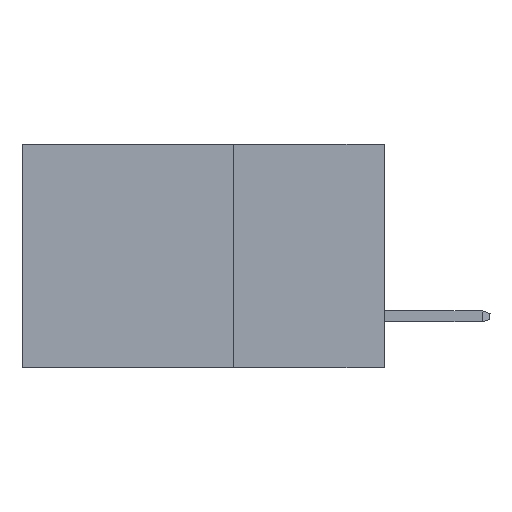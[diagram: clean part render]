
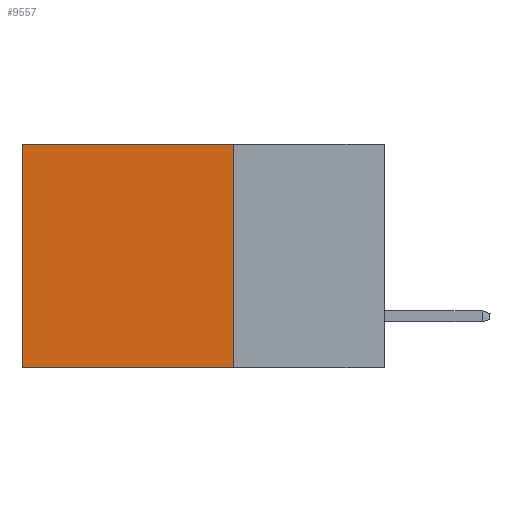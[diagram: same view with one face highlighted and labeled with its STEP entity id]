
A CAD part, left-side view. The second image highlights one B-rep face of the part: STEP entity #9557.
In plain terms, the highlighted planar face has unit normal (-1, 0, 0).
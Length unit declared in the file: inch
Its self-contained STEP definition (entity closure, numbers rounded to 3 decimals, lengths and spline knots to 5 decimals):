
#251 = DIRECTION ( 'NONE',  ( 0., 0., -1. ) ) ;
#613 = VERTEX_POINT ( 'NONE', #6199 ) ;
#682 = VERTEX_POINT ( 'NONE', #3550 ) ;
#995 = FACE_OUTER_BOUND ( 'NONE', #6315, .T. ) ;
#1080 = ORIENTED_EDGE ( 'NONE', *, *, #3800, .T. ) ;
#2067 = ORIENTED_EDGE ( 'NONE', *, *, #5739, .F. ) ;
#2330 = AXIS2_PLACEMENT_3D ( 'NONE', #2714, #4627, #7369 ) ;
#2672 = LINE ( 'NONE', #10869, #6039 ) ;
#2714 = CARTESIAN_POINT ( 'NONE',  ( 0.2615, 0.25, -0.37 ) ) ;
#2863 = EDGE_CURVE ( 'NONE', #8339, #5212, #4786, .T. ) ;
#3332 = VECTOR ( 'NONE', #3877, 39.37008 ) ;
#3550 = CARTESIAN_POINT ( 'NONE',  ( 0.2615, 0.6, 0. ) ) ;
#3594 = PLANE ( 'NONE',  #2330 ) ;
#3800 = EDGE_CURVE ( 'NONE', #682, #613, #5921, .T. ) ;
#3877 = DIRECTION ( 'NONE',  ( 0., 0., -1. ) ) ;
#3922 = VECTOR ( 'NONE', #251, 39.37008 ) ;
#4531 = EDGE_CURVE ( 'NONE', #8339, #682, #2672, .T. ) ;
#4627 = DIRECTION ( 'NONE',  ( 1., 0., 0. ) ) ;
#4786 = LINE ( 'NONE', #8413, #3922 ) ;
#5212 = VERTEX_POINT ( 'NONE', #7971 ) ;
#5739 = EDGE_CURVE ( 'NONE', #5212, #613, #8055, .T. ) ;
#5761 = ORIENTED_EDGE ( 'NONE', *, *, #4531, .T. ) ;
#5921 = LINE ( 'NONE', #7585, #3332 ) ;
#6039 = VECTOR ( 'NONE', #6271, 39.37008 ) ;
#6199 = CARTESIAN_POINT ( 'NONE',  ( 0.2615, 0.6, -0.37 ) ) ;
#6271 = DIRECTION ( 'NONE',  ( 0., 1., 0. ) ) ;
#6315 = EDGE_LOOP ( 'NONE', ( #1080, #2067, #8704, #5761 ) ) ;
#7369 = DIRECTION ( 'NONE',  ( 0., 0., -1. ) ) ;
#7482 = CARTESIAN_POINT ( 'NONE',  ( 0.2615, 0.25, 0. ) ) ;
#7585 = CARTESIAN_POINT ( 'NONE',  ( 0.2615, 0.6, -0.37 ) ) ;
#7971 = CARTESIAN_POINT ( 'NONE',  ( 0.2615, 0.25, -0.37 ) ) ;
#7997 = DIRECTION ( 'NONE',  ( 0., 1., 0. ) ) ;
#8055 = LINE ( 'NONE', #11686, #9298 ) ;
#8339 = VERTEX_POINT ( 'NONE', #7482 ) ;
#8413 = CARTESIAN_POINT ( 'NONE',  ( 0.2615, 0.25, -0.37 ) ) ;
#8704 = ORIENTED_EDGE ( 'NONE', *, *, #2863, .F. ) ;
#9298 = VECTOR ( 'NONE', #7997, 39.37008 ) ;
#9557 = ADVANCED_FACE ( 'NONE', ( #995 ), #3594, .F. ) ;
#10869 = CARTESIAN_POINT ( 'NONE',  ( 0.2615, 0.25, 0. ) ) ;
#11686 = CARTESIAN_POINT ( 'NONE',  ( 0.2615, 0.25, -0.37 ) ) ;
